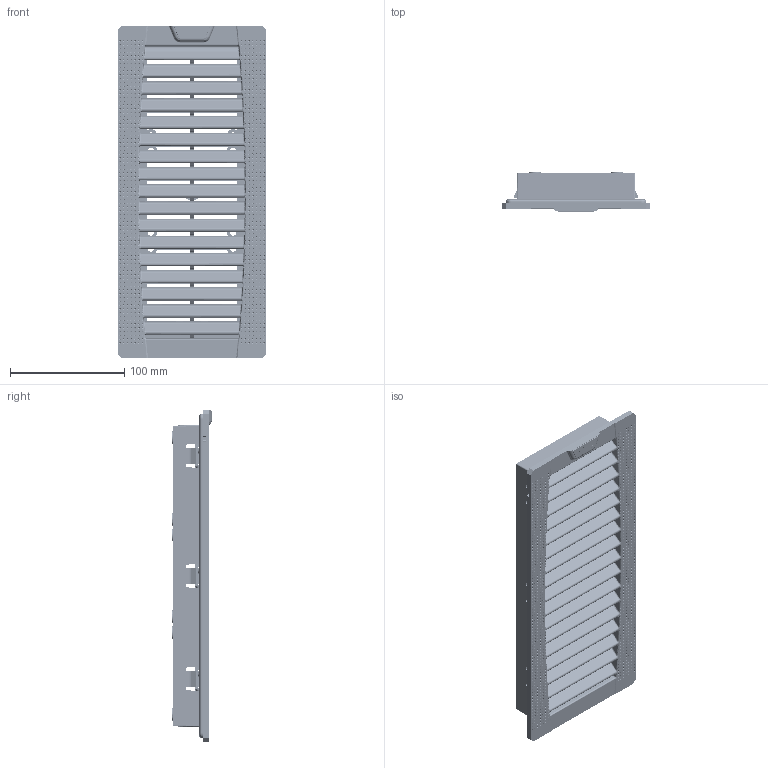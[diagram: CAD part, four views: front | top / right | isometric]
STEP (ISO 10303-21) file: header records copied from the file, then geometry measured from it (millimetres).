
FILE_DESCRIPTION(/* description */ (''),/* implementation_level */ '2;1');
FILE_NAME(/* name */ 'MG-105.stp',/* time_stamp */ '2024-02-13T16:03:14+03:00',/* author */ ('Василий'),/* organization */ (''),/* preprocessor_version */ 'ST-DEVELOPER v18.1',/* originating_system */ 'Autodesk Inventor 2022',/* authorisation */ '');
FILE_SCHEMA (('AUTOMOTIVE_DESIGN { 1 0 10303 214 3 1 1 }'));
Products named in the file (1): MG-105_EM
Bounding box: 130.26 x 34.75 x 290.26 mm (x, y, z)
Volume: 211192.4 mm3; surface area: 175369.6 mm2
Topology: 1 solids, 1 shells, 3649 faces, 8178 edges, 5355 vertices
Faces by surface type: bspline 1100, sphere 1016, plane 797, cylinder 452, torus 284
Full cylindrical faces by diameter (mm): 5.5 x12, 11 x13
Entity records: 174191 total; most frequent: CARTESIAN_POINT 91791, ORIENTED_EDGE 16284, DIRECTION 15175, EDGE_CURVE 8142, AXIS2_PLACEMENT_3D 6273, VERTEX_POINT 5355, EDGE_LOOP 4703, STYLED_ITEM 3650
